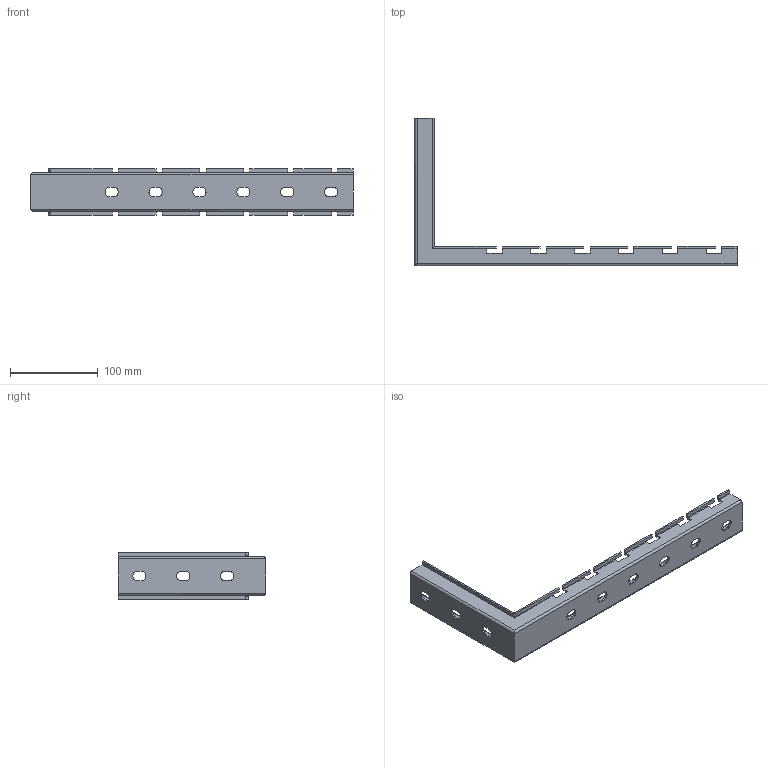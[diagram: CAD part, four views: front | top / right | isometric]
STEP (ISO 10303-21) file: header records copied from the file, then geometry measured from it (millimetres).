
FILE_DESCRIPTION (( 'STEP AP214' ), '1' );
FILE_NAME ('LC-LWB300_3D.step', '2023-05-09T16:29:06', ( '' ), ( '' ), 'SwSTEP 2.0', 'SolidWorks 2022', '' );
FILE_SCHEMA (( 'AUTOMOTIVE_DESIGN' ));
Length unit declared in the file: millimetre
Products named in the file (1): LC-LWB300_3D
Bounding box: 367 x 168 x 53 mm (x, y, z)
Volume: 87533.3 mm3; surface area: 91693.6 mm2
Topology: 1 solids, 1 shells, 205 faces, 575 edges, 366 vertices
Faces by surface type: plane 134, cylinder 63, bspline 6, sphere 2
Entity records: 7417 total; most frequent: CARTESIAN_POINT 2089, ORIENTED_EDGE 1138, DIRECTION 1059, EDGE_CURVE 569, LINE 435, VECTOR 435, VERTEX_POINT 366, AXIS2_PLACEMENT_3D 312
